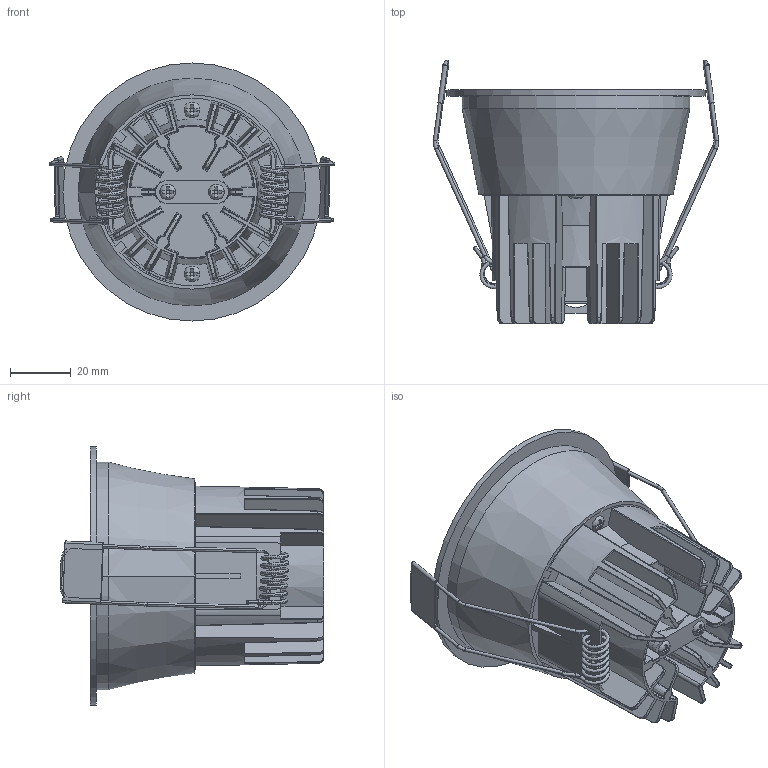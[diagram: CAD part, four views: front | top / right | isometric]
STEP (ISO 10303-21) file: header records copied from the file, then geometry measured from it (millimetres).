
FILE_DESCRIPTION((''),'2;1');
FILE_NAME('010177_ASM_ASM_ASM','2020-05-27T16:00:25',('Administrator'),(''),'CREO PARAMETRIC BY PTC INC, 2019010','CREO PARAMETRIC BY PTC INC, 2019010','');
FILE_SCHEMA(('CONFIG_CONTROL_DESIGN','SHAPE_APPEARANCE_LAYERS_GROUPS'));
Length unit declared in the file: millimetre
Products named in the file (10): DANGUANGBEI_1_1; YAXIANKOU_1_1; 3-8_1_1; 2018-7-18-03_4_2; TANHUANG_2_1; 010177_ASM_10_ASM_4_ASM; 010177-MH_2; 010177_ASM_ASM_4_ASM; PRT0001; 010177_ASM_ASM_ASM
Assembly tree (12 placements, depth 4):
  010177_ASM_ASM_ASM
    010177_ASM_ASM_4_ASM
      010177_ASM_10_ASM_4_ASM
        DANGUANGBEI_1_1
        YAXIANKOU_1_1
        3-8_1_1  x4
        2018-7-18-03_4_2
        TANHUANG_2_1
      010177-MH_2
    PRT0001
Bounding box: 94.06 x 86.88 x 85 mm (x, y, z)
Volume: 110346.3 mm3; surface area: 81250.1 mm2
Topology: 11 solids, 11 shells, 796 faces, 2049 edges, 1287 vertices
Faces by surface type: plane 263, cylinder 261, torus 118, cone 82, bspline 56, revolution 12, sphere 4
Entity records: 30529 total; most frequent: CARTESIAN_POINT 12788, ORIENTED_EDGE 3850, DIRECTION 3494, EDGE_CURVE 1925, AXIS2_PLACEMENT_3D 1420, VERTEX_POINT 1215, EDGE_LOOP 772, FACE_OUTER_BOUND 739
